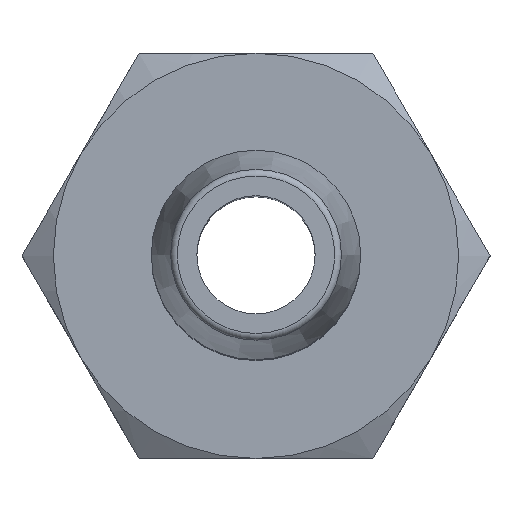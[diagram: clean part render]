
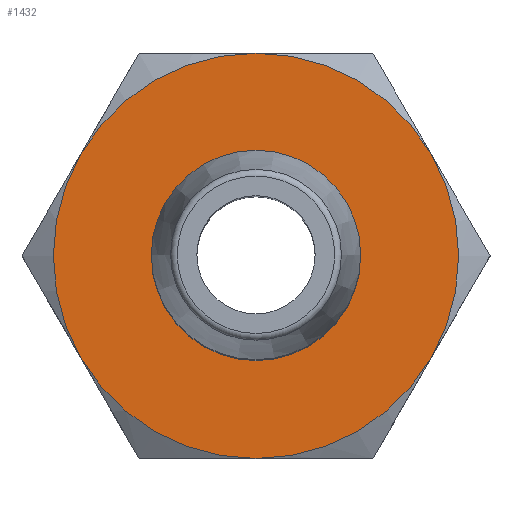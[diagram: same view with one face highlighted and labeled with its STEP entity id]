
A CAD part, top view. The second image highlights one B-rep face of the part: STEP entity #1432.
In plain terms, the highlighted face is planar.
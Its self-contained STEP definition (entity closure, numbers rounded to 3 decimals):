
#676=PLANE('',#1333);
#744=ORIENTED_EDGE('',*,*,#939,.T.);
#745=ORIENTED_EDGE('',*,*,#940,.T.);
#746=ORIENTED_EDGE('',*,*,#941,.T.);
#747=ORIENTED_EDGE('',*,*,#942,.T.);
#748=ORIENTED_EDGE('',*,*,#938,.T.);
#749=ORIENTED_EDGE('',*,*,#943,.T.);
#750=ORIENTED_EDGE('',*,*,#944,.F.);
#843=CIRCLE('',#1332,6.);
#844=CIRCLE('',#1334,6.);
#845=CIRCLE('',#1335,6.);
#846=CIRCLE('',#1336,6.);
#847=CIRCLE('',#1337,6.);
#848=CIRCLE('',#1338,6.);
#849=CIRCLE('',#1339,3.1);
#880=VERTEX_POINT('',#1496);
#883=VERTEX_POINT('',#1504);
#884=VERTEX_POINT('',#1508);
#887=VERTEX_POINT('',#1519);
#888=VERTEX_POINT('',#1521);
#889=VERTEX_POINT('',#1523);
#890=VERTEX_POINT('',#1527);
#938=EDGE_CURVE('',#884,#883,#843,.T.);
#939=EDGE_CURVE('',#880,#887,#844,.T.);
#940=EDGE_CURVE('',#887,#888,#845,.T.);
#941=EDGE_CURVE('',#888,#889,#846,.T.);
#942=EDGE_CURVE('',#889,#884,#847,.T.);
#943=EDGE_CURVE('',#883,#880,#848,.T.);
#944=EDGE_CURVE('',#890,#890,#849,.T.);
#985=EDGE_LOOP('',(#744,#745,#746,#747,#748,#749));
#986=EDGE_LOOP('',(#750));
#1047=FACE_BOUND('',#985,.T.);
#1048=FACE_BOUND('',#986,.T.);
#1159=DIRECTION('',(0.,1.,0.));
#1160=DIRECTION('',(6.,0.,0.));
#1161=DIRECTION('',(0.,1.,0.));
#1162=DIRECTION('',(1.,0.,0.));
#1163=DIRECTION('',(0.,1.,0.));
#1164=DIRECTION('',(6.,0.,0.));
#1165=DIRECTION('',(0.,1.,0.));
#1166=DIRECTION('',(6.,0.,0.));
#1167=DIRECTION('',(0.,1.,0.));
#1168=DIRECTION('',(6.,0.,0.));
#1169=DIRECTION('',(0.,1.,0.));
#1170=DIRECTION('',(6.,0.,0.));
#1171=DIRECTION('',(0.,1.,0.));
#1172=DIRECTION('',(6.,0.,0.));
#1173=DIRECTION('',(0.,1.,0.));
#1174=DIRECTION('',(3.1,0.,0.));
#1332=AXIS2_PLACEMENT_3D('',#1517,#1159,#1160);
#1333=AXIS2_PLACEMENT_3D('',#1518,#1161,#1162);
#1334=AXIS2_PLACEMENT_3D('',#1520,#1163,#1164);
#1335=AXIS2_PLACEMENT_3D('',#1522,#1165,#1166);
#1336=AXIS2_PLACEMENT_3D('',#1524,#1167,#1168);
#1337=AXIS2_PLACEMENT_3D('',#1525,#1169,#1170);
#1338=AXIS2_PLACEMENT_3D('',#1526,#1171,#1172);
#1339=AXIS2_PLACEMENT_3D('',#1528,#1173,#1174);
#1432=ADVANCED_FACE('',(#1047,#1048),#676,.T.);
#1496=CARTESIAN_POINT('',(109.188,54.187,3.));
#1504=CARTESIAN_POINT('',(103.992,54.187,6.));
#1508=CARTESIAN_POINT('',(98.795,54.186,3.));
#1517=CARTESIAN_POINT('',(103.992,54.187,0.));
#1518=CARTESIAN_POINT('',(109.992,54.187,0.));
#1519=CARTESIAN_POINT('',(109.188,54.187,-3.));
#1520=CARTESIAN_POINT('',(103.992,54.187,0.));
#1521=CARTESIAN_POINT('',(103.992,54.187,-6.));
#1522=CARTESIAN_POINT('',(103.992,54.187,0.));
#1523=CARTESIAN_POINT('',(98.795,54.186,-3.));
#1524=CARTESIAN_POINT('',(103.992,54.187,0.));
#1525=CARTESIAN_POINT('',(103.992,54.187,0.));
#1526=CARTESIAN_POINT('',(103.992,54.187,0.));
#1527=CARTESIAN_POINT('',(107.092,54.187,0.));
#1528=CARTESIAN_POINT('',(103.992,54.187,0.));
